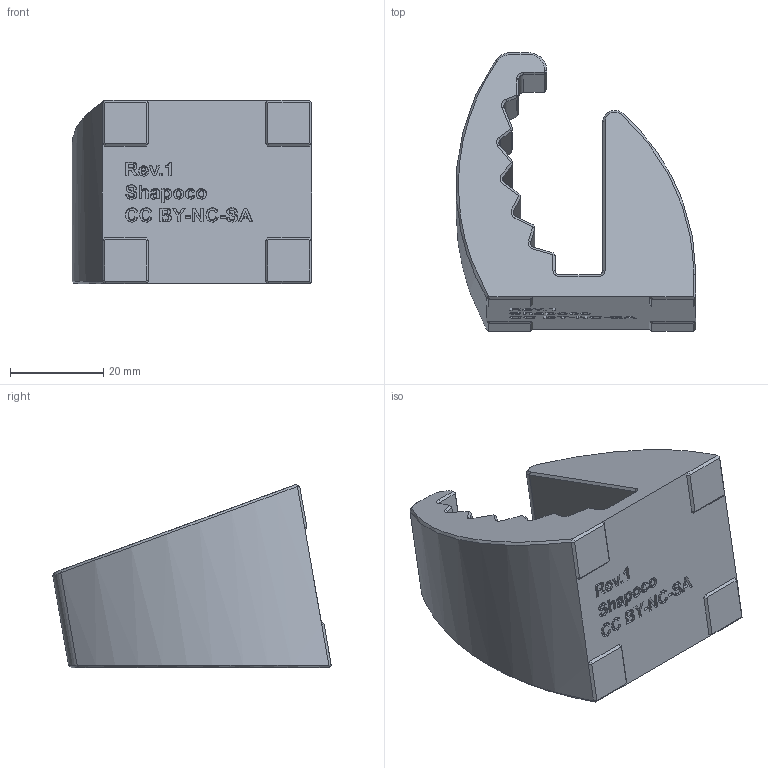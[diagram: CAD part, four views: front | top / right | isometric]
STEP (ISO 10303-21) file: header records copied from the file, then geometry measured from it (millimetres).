
FILE_DESCRIPTION(/* description */ ('','CAx-IF Rec.Pracs.---Representation and Presentation of Product Manufacturing Information (PMI)---4.0---2014-10-13'),/* implementation_level */ '2;1');
FILE_NAME(/* name */ 'smartphone-stand-for-pic.step',/* time_stamp */ '2025-02-11T22:24:01+09:00',/* author */ (''),/* organization */ (''),/* preprocessor_version */ 'ST-DEVELOPER v20',/* originating_system */ 'Autodesk Translation Framework v13.20.0.188',/* authorisation */ '');
FILE_SCHEMA (('AP242_MANAGED_MODEL_BASED_3D_ENGINEERING_MIM_LF { 1 0 10303 442 1 1 4 }'));
Length unit declared in the file: millimetre
Products named in the file (1): 20220702_SmartPhoneStand_r1
Bounding box: 51.48 x 59.75 x 39.39 mm (x, y, z)
Volume: 45275.8 mm3; surface area: 11776.1 mm2
Topology: 1 solids, 1 shells, 607 faces, 1616 edges, 1042 vertices
Faces by surface type: bspline 337, plane 256, cylinder 14
Entity records: 22158 total; most frequent: CARTESIAN_POINT 9430, ORIENTED_EDGE 3232, EDGE_CURVE 1616, DIRECTION 1483, VERTEX_POINT 1042, LINE 941, VECTOR 941, B_SPLINE_CURVE_WITH_KNOTS 675
